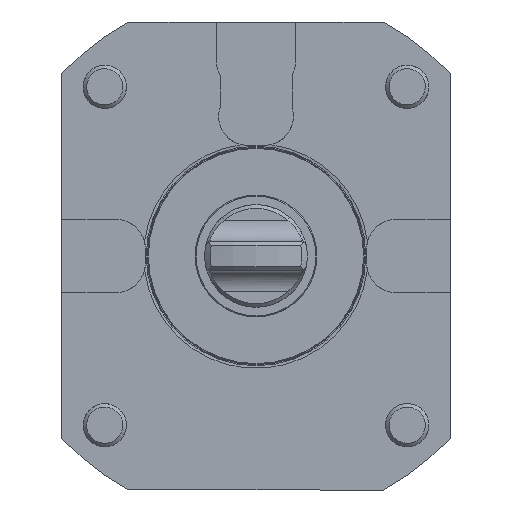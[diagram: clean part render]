
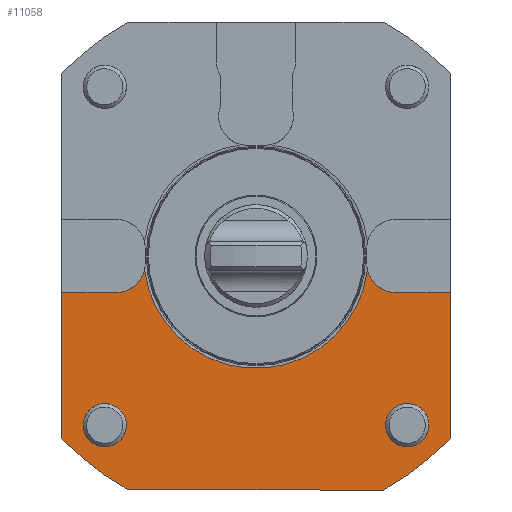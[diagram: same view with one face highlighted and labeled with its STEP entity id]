
A CAD part, front view. The second image highlights one B-rep face of the part: STEP entity #11058.
In plain terms, the highlighted planar face has unit normal (0, -1, 0).
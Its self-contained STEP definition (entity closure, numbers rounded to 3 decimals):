
#196 = AXIS2_PLACEMENT_3D ( 'NONE', #8503, #16691, #8404 ) ;
#679 = LINE ( 'NONE', #8275, #19250 ) ;
#811 = VERTEX_POINT ( 'NONE', #7172 ) ;
#840 = DIRECTION ( 'NONE',  ( 0., 0., 1. ) ) ;
#1140 = ORIENTED_EDGE ( 'NONE', *, *, #14636, .F. ) ;
#1419 = AXIS2_PLACEMENT_3D ( 'NONE', #20483, #20265, #20160 ) ;
#1711 = DIRECTION ( 'NONE',  ( 0., 0., 1. ) ) ;
#2157 = VECTOR ( 'NONE', #15213, 1000. ) ;
#2492 = DIRECTION ( 'NONE',  ( 1., 0., 0. ) ) ;
#2545 = VERTEX_POINT ( 'NONE', #6497 ) ;
#2820 = LINE ( 'NONE', #20201, #17609 ) ;
#2901 = CARTESIAN_POINT ( 'NONE',  ( -54., 0., 0. ) ) ;
#2957 = DIRECTION ( 'NONE',  ( 0., -1., 0. ) ) ;
#2990 = CARTESIAN_POINT ( 'NONE',  ( -54., 0., -10.15 ) ) ;
#3162 = EDGE_LOOP ( 'NONE', ( #8944, #6259, #14374, #15455, #4609, #7439, #6095, #11598, #9315, #13134 ) ) ;
#3242 = CARTESIAN_POINT ( 'NONE',  ( -54., 0., -50.596 ) ) ;
#3268 = DIRECTION ( 'NONE',  ( 0., 1., 0. ) ) ;
#3315 = DIRECTION ( 'NONE',  ( 0., 0., 1. ) ) ;
#3947 = DIRECTION ( 'NONE',  ( 0., -1., 0. ) ) ;
#3983 = FACE_OUTER_BOUND ( 'NONE', #3162, .T. ) ;
#4194 = CARTESIAN_POINT ( 'NONE',  ( -36., 0., -47. ) ) ;
#4268 = CARTESIAN_POINT ( 'NONE',  ( -30.951, 0., -3.933 ) ) ;
#4609 = ORIENTED_EDGE ( 'NONE', *, *, #14266, .T. ) ;
#4903 = EDGE_CURVE ( 'NONE', #11264, #2545, #7926, .T. ) ;
#5078 = AXIS2_PLACEMENT_3D ( 'NONE', #18228, #16215, #1711 ) ;
#5378 = EDGE_CURVE ( 'NONE', #811, #15823, #12709, .T. ) ;
#5644 = DIRECTION ( 'NONE',  ( 1., 0., 0. ) ) ;
#5868 = CARTESIAN_POINT ( 'NONE',  ( 48., 0., -47. ) ) ;
#5873 = CARTESIAN_POINT ( 'NONE',  ( 0., 0., 0. ) ) ;
#6066 = VERTEX_POINT ( 'NONE', #20798 ) ;
#6095 = ORIENTED_EDGE ( 'NONE', *, *, #20926, .F. ) ;
#6259 = ORIENTED_EDGE ( 'NONE', *, *, #17843, .T. ) ;
#6447 = DIRECTION ( 'NONE',  ( 0., 0., 1. ) ) ;
#6497 = CARTESIAN_POINT ( 'NONE',  ( -35.369, 0., -65. ) ) ;
#7172 = CARTESIAN_POINT ( 'NONE',  ( 35.369, 0., -65. ) ) ;
#7439 = ORIENTED_EDGE ( 'NONE', *, *, #10568, .F. ) ;
#7463 = FACE_BOUND ( 'NONE', #16209, .T. ) ;
#7706 = VERTEX_POINT ( 'NONE', #19371 ) ;
#7923 = DIRECTION ( 'NONE',  ( 0., 0., 1. ) ) ;
#7926 = CIRCLE ( 'NONE', #20136, 74. ) ;
#7962 = LINE ( 'NONE', #2901, #8836 ) ;
#8275 = CARTESIAN_POINT ( 'NONE',  ( 54., 0., 0. ) ) ;
#8404 = DIRECTION ( 'NONE',  ( 0., 0., 1. ) ) ;
#8479 = EDGE_CURVE ( 'NONE', #2545, #811, #2820, .T. ) ;
#8503 = CARTESIAN_POINT ( 'NONE',  ( 0., 0., 0. ) ) ;
#8656 = EDGE_LOOP ( 'NONE', ( #13203 ) ) ;
#8751 = PLANE ( 'NONE',  #11246 ) ;
#8836 = VECTOR ( 'NONE', #3315, 1000. ) ;
#8944 = ORIENTED_EDGE ( 'NONE', *, *, #16932, .T. ) ;
#9120 = EDGE_CURVE ( 'NONE', #20451, #7706, #14272, .T. ) ;
#9315 = ORIENTED_EDGE ( 'NONE', *, *, #8479, .T. ) ;
#9519 = AXIS2_PLACEMENT_3D ( 'NONE', #15720, #3947, #2492 ) ;
#9884 = CIRCLE ( 'NONE', #1419, 6. ) ;
#10271 = CIRCLE ( 'NONE', #12991, 31.2 ) ;
#10568 = EDGE_CURVE ( 'NONE', #16455, #6066, #18475, .T. ) ;
#11058 = ADVANCED_FACE ( 'Defeature completata1_4', ( #7463, #18409, #3983 ), #8751, .T. ) ;
#11246 = AXIS2_PLACEMENT_3D ( 'NONE', #5873, #15340, #840 ) ;
#11264 = VERTEX_POINT ( 'NONE', #3242 ) ;
#11513 = CARTESIAN_POINT ( 'NONE',  ( -59.893, 0., -10.15 ) ) ;
#11598 = ORIENTED_EDGE ( 'NONE', *, *, #4903, .T. ) ;
#11915 = CARTESIAN_POINT ( 'NONE',  ( 59.893, 0., -10.15 ) ) ;
#12390 = CARTESIAN_POINT ( 'NONE',  ( 54., 0., -10.15 ) ) ;
#12709 = CIRCLE ( 'NONE', #196, 74. ) ;
#12907 = CARTESIAN_POINT ( 'NONE',  ( -38.75, 0., -2.15 ) ) ;
#12991 = AXIS2_PLACEMENT_3D ( 'NONE', #17808, #14546, #6447 ) ;
#13134 = ORIENTED_EDGE ( 'NONE', *, *, #5378, .T. ) ;
#13203 = ORIENTED_EDGE ( 'NONE', *, *, #20871, .F. ) ;
#14266 = EDGE_CURVE ( 'NONE', #20882, #6066, #20365, .T. ) ;
#14272 = CIRCLE ( 'NONE', #5078, 8. ) ;
#14374 = ORIENTED_EDGE ( 'NONE', *, *, #9120, .F. ) ;
#14517 = CARTESIAN_POINT ( 'NONE',  ( 54., 0., -50.596 ) ) ;
#14546 = DIRECTION ( 'NONE',  ( 0., -1., 0. ) ) ;
#14636 = EDGE_CURVE ( 'NONE', #18845, #18845, #9884, .T. ) ;
#14719 = DIRECTION ( 'NONE',  ( 0., 0., -1. ) ) ;
#14931 = VERTEX_POINT ( 'NONE', #12390 ) ;
#15213 = DIRECTION ( 'NONE',  ( -1., 0., 0. ) ) ;
#15340 = DIRECTION ( 'NONE',  ( 0., -1., 0. ) ) ;
#15455 = ORIENTED_EDGE ( 'NONE', *, *, #18247, .F. ) ;
#15720 = CARTESIAN_POINT ( 'NONE',  ( 42., 0., -47. ) ) ;
#15823 = VERTEX_POINT ( 'NONE', #14517 ) ;
#15994 = VECTOR ( 'NONE', #17976, 1000. ) ;
#16209 = EDGE_LOOP ( 'NONE', ( #1140 ) ) ;
#16215 = DIRECTION ( 'NONE',  ( 0., -1., 0. ) ) ;
#16455 = VERTEX_POINT ( 'NONE', #2990 ) ;
#16691 = DIRECTION ( 'NONE',  ( 0., -1., 0. ) ) ;
#16932 = EDGE_CURVE ( 'NONE', #15823, #14931, #679, .T. ) ;
#17222 = VERTEX_POINT ( 'NONE', #5868 ) ;
#17567 = CARTESIAN_POINT ( 'NONE',  ( 0., 0., 0. ) ) ;
#17609 = VECTOR ( 'NONE', #5644, 1000. ) ;
#17642 = CIRCLE ( 'NONE', #9519, 6. ) ;
#17808 = CARTESIAN_POINT ( 'NONE',  ( 0., 0., 0. ) ) ;
#17843 = EDGE_CURVE ( 'NONE', #14931, #7706, #19972, .T. ) ;
#17976 = DIRECTION ( 'NONE',  ( 1., 0., 0. ) ) ;
#18036 = DIRECTION ( 'NONE',  ( 0., 0., 1. ) ) ;
#18228 = CARTESIAN_POINT ( 'NONE',  ( 38.75, 0., -2.15 ) ) ;
#18247 = EDGE_CURVE ( 'NONE', #20882, #20451, #10271, .T. ) ;
#18374 = AXIS2_PLACEMENT_3D ( 'NONE', #12907, #3268, #14719 ) ;
#18409 = FACE_BOUND ( 'NONE', #8656, .T. ) ;
#18475 = LINE ( 'NONE', #11513, #15994 ) ;
#18845 = VERTEX_POINT ( 'NONE', #4194 ) ;
#19250 = VECTOR ( 'NONE', #18036, 1000. ) ;
#19253 = CARTESIAN_POINT ( 'NONE',  ( 30.951, 0., -3.933 ) ) ;
#19371 = CARTESIAN_POINT ( 'NONE',  ( 38.75, 0., -10.15 ) ) ;
#19972 = LINE ( 'NONE', #11915, #2157 ) ;
#20136 = AXIS2_PLACEMENT_3D ( 'NONE', #17567, #2957, #7923 ) ;
#20160 = DIRECTION ( 'NONE',  ( 1., 0., 0. ) ) ;
#20201 = CARTESIAN_POINT ( 'NONE',  ( 0., 0., -65. ) ) ;
#20265 = DIRECTION ( 'NONE',  ( 0., -1., 0. ) ) ;
#20365 = CIRCLE ( 'NONE', #18374, 8. ) ;
#20451 = VERTEX_POINT ( 'NONE', #19253 ) ;
#20483 = CARTESIAN_POINT ( 'NONE',  ( -42., 0., -47. ) ) ;
#20798 = CARTESIAN_POINT ( 'NONE',  ( -38.75, 0., -10.15 ) ) ;
#20871 = EDGE_CURVE ( 'NONE', #17222, #17222, #17642, .T. ) ;
#20882 = VERTEX_POINT ( 'NONE', #4268 ) ;
#20926 = EDGE_CURVE ( 'NONE', #11264, #16455, #7962, .T. ) ;
